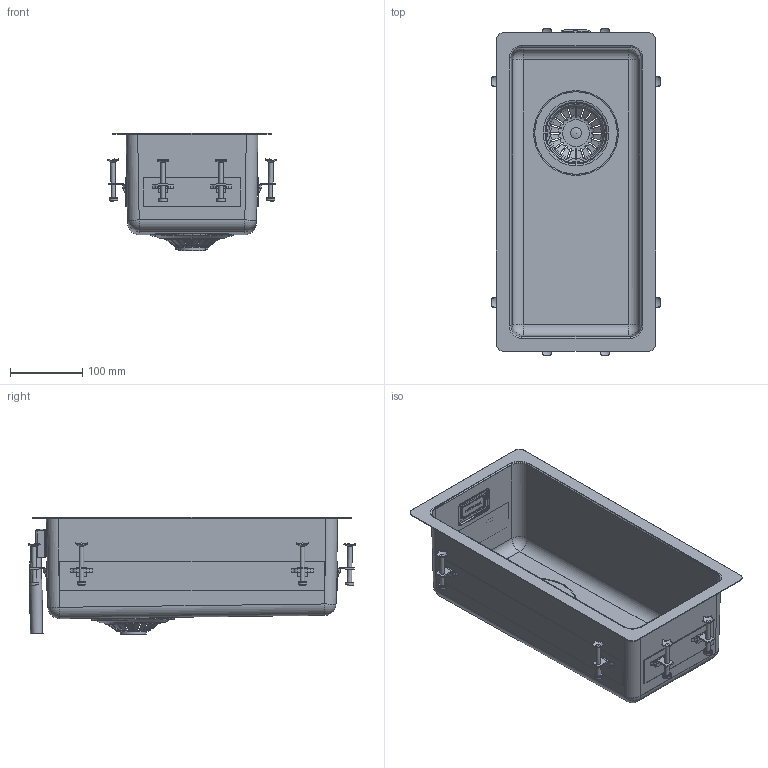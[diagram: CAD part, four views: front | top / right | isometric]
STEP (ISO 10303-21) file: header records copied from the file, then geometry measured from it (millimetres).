
FILE_DESCRIPTION(/* description */ ('Unknown'),/* implementation_level */ '2;1');
FILE_NAME(/* name */ '1X1840I',/* time_stamp */ '2017-06-09T14:37:02+02:00',/* author */ ('Unknown'),/* organization */ ('Unknown'),/* preprocessor_version */ 'ST-DEVELOPER v16.7',/* originating_system */ 'DEX',/* authorisation */ $);
FILE_SCHEMA (('AUTOMOTIVE_DESIGN {1 0 10303 214 3 1 1}'));
Length unit declared in the file: millimetre
Products named in the file (12): 1X1840I - Vasca 18x40_R15; FBAR3 R15 184020 F115-88 CEL BLAS; pilettone; troppopieno; troppopieno_02; troppopieno_01; troppopieno piatto 2013; LI011606; Staffa vasca_03; LI011603
Assembly tree (16 placements, depth 3):
  1X1840I - Vasca 18x40_R15
    FBAR3 R15 184020 F115-88 CEL BLAS
    pilettone
    troppopieno
      troppopieno_02
      troppopieno_01
      troppopieno piatto 2013
    LI011606  x2
      LI011606
      Staffa vasca_03
    LI011603  x2
      LI011603
      Staffa vasca_03
Bounding box: 232.48 x 450.46 x 161.75 mm (x, y, z)
Volume: 335390.6 mm3; surface area: 643518.1 mm2
Topology: 18 solids, 18 shells, 912 faces, 2545 edges, 1631 vertices
Faces by surface type: plane 426, cylinder 275, cone 87, torus 51, sphere 41, bspline 32
Full cylindrical faces by diameter (mm): 5 x2, 6 x16, 10 x1, 12 x10, 15 x1, 36 x1, 83 x1, 88 x1, 114 x1
Entity records: 31484 total; most frequent: CARTESIAN_POINT 13349, ORIENTED_EDGE 3504, DIRECTION 3176, EDGE_CURVE 1752, AXIS2_PLACEMENT_3D 1164, VERTEX_POINT 1137, LINE 848, VECTOR 848
